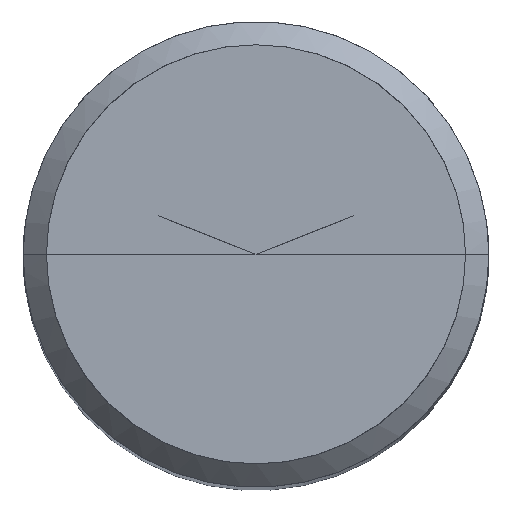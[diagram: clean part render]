
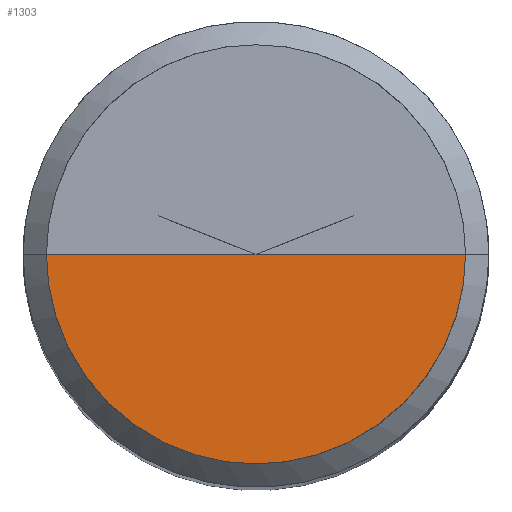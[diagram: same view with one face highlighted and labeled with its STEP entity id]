
A CAD part, top view. The second image highlights one B-rep face of the part: STEP entity #1303.
In plain terms, the highlighted free-form (B-spline) face has degree [1, 2] with [2, 5] control points.
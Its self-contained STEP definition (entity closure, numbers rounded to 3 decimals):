
#906=CARTESIAN_POINT('',(4.5,0.0,40.0));
#910=CARTESIAN_POINT('',(-4.5,0.0,40.0));
#911=CARTESIAN_POINT('',(0.0,0.0,40.0));
#924=CARTESIAN_POINT('',(-4.5,-4.5,40.0));
#925=CARTESIAN_POINT('',(0.0,-4.5,40.0));
#926=CARTESIAN_POINT('',(4.5,-4.5,40.0));
#1288=(
BOUNDED_SURFACE()
B_SPLINE_SURFACE(1,2,(
(#910,#924,#925,#926,#906),
(#911,#911,#911,#911,#911)
), .UNSPECIFIED.,.F.,.F.,.F.)
B_SPLINE_SURFACE_WITH_KNOTS((2,2),(3,2,3),(
0.0,1.0),(
0.0,0.5,1.0), .UNSPECIFIED.)
GEOMETRIC_REPRESENTATION_ITEM()
RATIONAL_B_SPLINE_SURFACE(((1.0,0.707,1.0,0.707,1.0),
(1.0,0.707,1.0,0.707,1.0)
))
REPRESENTATION_ITEM('')
SURFACE()
);
#1289=(
BOUNDED_CURVE()
B_SPLINE_CURVE(2,(#906,#926,#925,#924,#910),.UNSPECIFIED.,.F.,.F.)
B_SPLINE_CURVE_WITH_KNOTS((3,2,3),
(0.0,0.5,1.0),.UNSPECIFIED.)
CURVE()
GEOMETRIC_REPRESENTATION_ITEM()
RATIONAL_B_SPLINE_CURVE((1.0,0.707,1.0,0.707,1.0))
REPRESENTATION_ITEM('')
);
#1290=(
BOUNDED_CURVE()
B_SPLINE_CURVE(1,(#910,#911),.UNSPECIFIED.,.F.,.F.)
B_SPLINE_CURVE_WITH_KNOTS((2,2),
(0.0,1.0),.UNSPECIFIED.)
CURVE()
GEOMETRIC_REPRESENTATION_ITEM()
RATIONAL_B_SPLINE_CURVE((1.0,1.0))
REPRESENTATION_ITEM('')
);
#1291=(
BOUNDED_CURVE()
B_SPLINE_CURVE(1,(#911,#906),.UNSPECIFIED.,.F.,.F.)
B_SPLINE_CURVE_WITH_KNOTS((2,2),
(0.0,1.0),.UNSPECIFIED.)
CURVE()
GEOMETRIC_REPRESENTATION_ITEM()
RATIONAL_B_SPLINE_CURVE((1.0,1.0))
REPRESENTATION_ITEM('')
);
#1292=VERTEX_POINT('',#906);
#1293=VERTEX_POINT('',#910);
#1294=VERTEX_POINT('',#911);
#1295=EDGE_CURVE('',#1292,#1293,#1289,.T.);
#1296=EDGE_CURVE('',#1293,#1294,#1290,.T.);
#1297=EDGE_CURVE('',#1294,#1292,#1291,.T.);
#1298=ORIENTED_EDGE('',*,*,#1295,.T.);
#1299=ORIENTED_EDGE('',*,*,#1296,.T.);
#1300=ORIENTED_EDGE('',*,*,#1297,.T.);
#1301=EDGE_LOOP('',(#1298,#1299,#1300));
#1302=FACE_OUTER_BOUND('',#1301,.T.);
#1303=ADVANCED_FACE('',(#1302),#1288,.T.);
